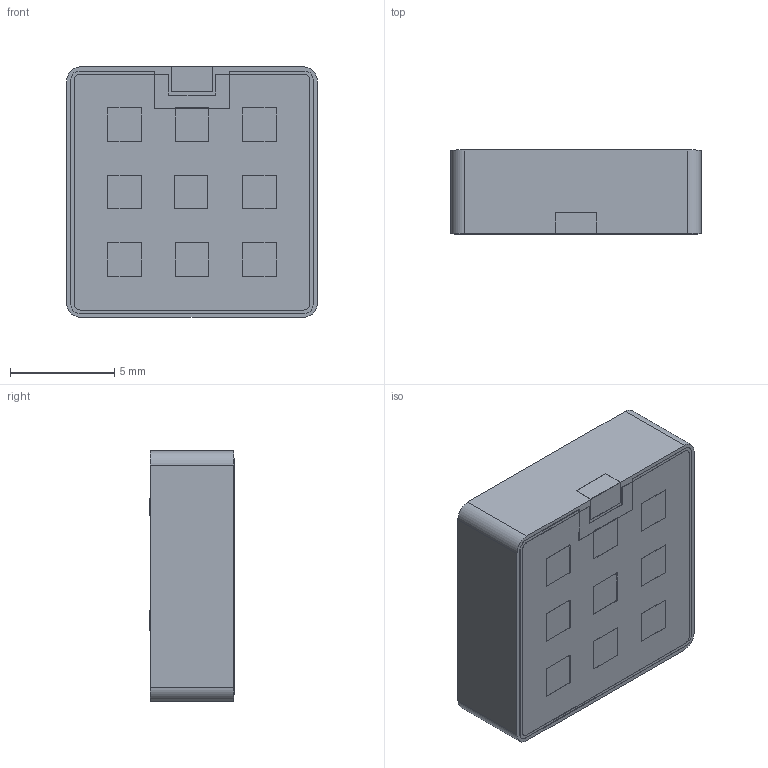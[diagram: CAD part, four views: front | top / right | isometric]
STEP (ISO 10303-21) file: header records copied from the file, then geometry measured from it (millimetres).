
FILE_DESCRIPTION (( 'STEP AP214' ), '1' );
FILE_NAME ('DSGP124B.STEP', '2024-12-02T07:17:00', ( '' ), ( '' ), 'SwSTEP 2.0', 'SolidWorks 2022', '' );
FILE_SCHEMA (( 'AUTOMOTIVE_DESIGN' ));
Length unit declared in the file: millimetre
Products named in the file (1): DSGP124B
Bounding box: 12 x 4.04 x 12.01 mm (x, y, z)
Volume: 577.7 mm3; surface area: 1126.4 mm2
Topology: 6 solids, 6 shells, 324 faces, 867 edges, 578 vertices
Faces by surface type: plane 203, bspline 109, cylinder 12
Entity records: 15806 total; most frequent: CARTESIAN_POINT 5867, ORIENTED_EDGE 1734, DIRECTION 1105, EDGE_CURVE 867, VECTOR 625, LINE 625, VERTEX_POINT 578, EDGE_LOOP 365
